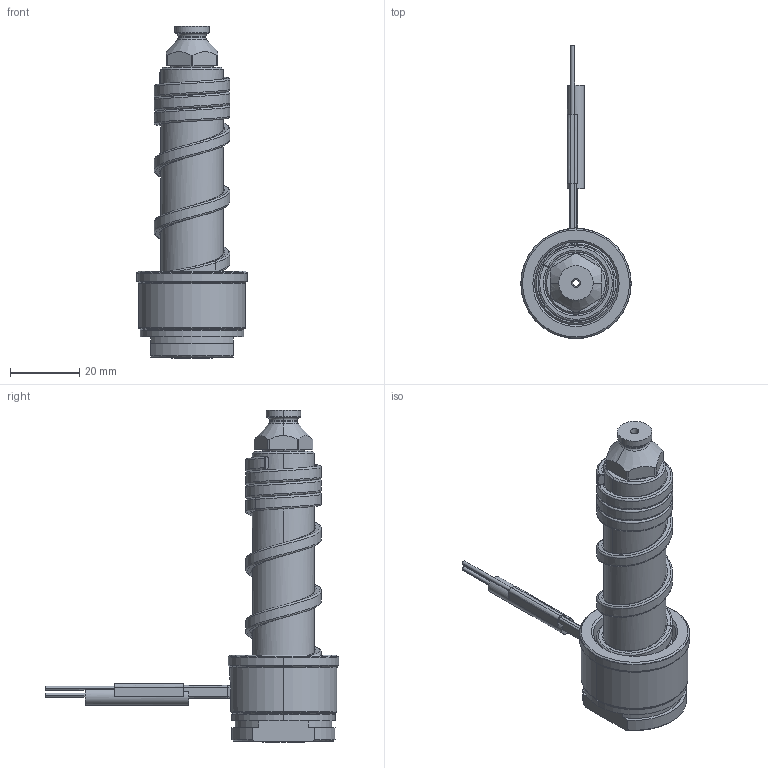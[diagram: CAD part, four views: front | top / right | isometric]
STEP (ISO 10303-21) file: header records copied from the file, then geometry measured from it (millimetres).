
FILE_DESCRIPTION((''),'2;1');
FILE_NAME('SM-96-APO-N','2014-02-13T',('Íàòàëüÿ'),('IMID'),'PRO/ENGINEER BY PARAMETRIC TECHNOLOGY CORPORATION, 2010480','PRO/ENGINEER BY PARAMETRIC TECHNOLOGY CORPORATION, 2010480','');
FILE_SCHEMA(('CONFIG_CONTROL_DESIGN'));
Length unit declared in the file: millimetre
Products named in the file (1): SM-96-APO-N
Bounding box: 32 x 85 x 96.2 mm (x, y, z)
Volume: 32915.5 mm3; surface area: 18226 mm2
Topology: 1 solids, 8 shells, 291 faces, 752 edges, 447 vertices
Faces by surface type: cylinder 100, bspline 54, cone 50, plane 46, torus 24, revolution 9, extrusion 6, sphere 2
Entity records: 15996 total; most frequent: CARTESIAN_POINT 9228, ORIENTED_EDGE 1464, DIRECTION 1313, EDGE_CURVE 744, AXIS2_PLACEMENT_3D 520, VERTEX_POINT 447, EDGE_LOOP 311, CIRCLE 297
